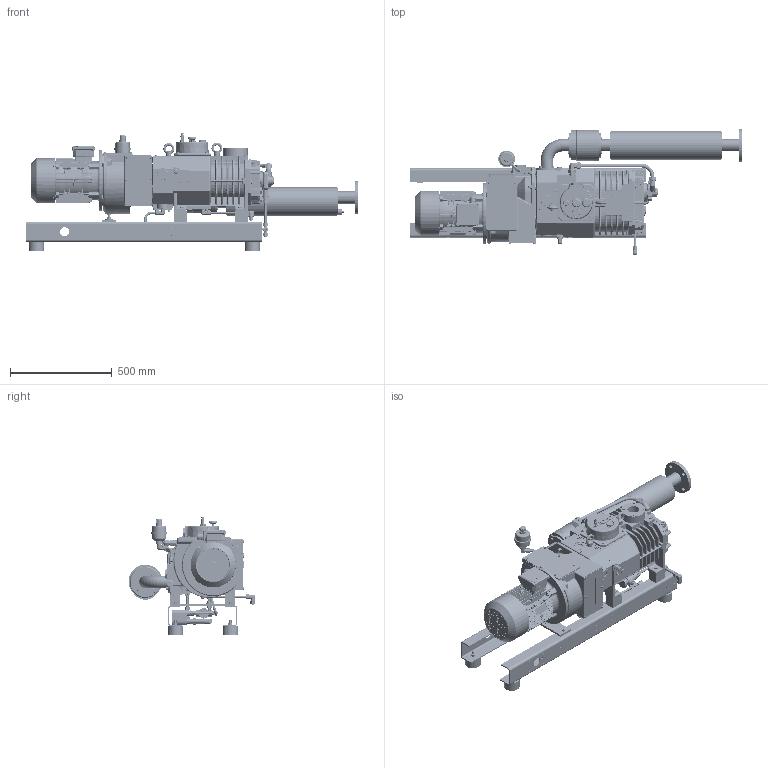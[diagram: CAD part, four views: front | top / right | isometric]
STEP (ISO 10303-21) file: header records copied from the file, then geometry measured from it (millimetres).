
FILE_DESCRIPTION(/* description */ (''),/* implementation_level */ '2;1');
FILE_NAME(/* name */ 'PU900076.stp',/* time_stamp */ '2020-08-03T14:48:37+02:00',/* author */ ('JOHLE'),/* organization */ (''),/* preprocessor_version */ 'ST-DEVELOPER v17',/* originating_system */ 'Autodesk Inventor 2018',/* authorisation */ '');
FILE_SCHEMA (('AUTOMOTIVE_DESIGN { 1 0 10303 214 3 1 1 }'));
Length unit declared in the file: millimetre
Products named in the file (1): PU 900 076
Bounding box: 1629 x 622.69 x 580.5 mm (x, y, z)
Volume: 82151043.8 mm3; surface area: 4581347.7 mm2
Topology: 6 solids, 42 shells, 10668 faces, 27152 edges, 16850 vertices
Faces by surface type: plane 4527, cylinder 2850, bspline 1398, cone 900, torus 648, sphere 345
Full cylindrical faces by diameter (mm): 2.5 x4, 3 x4, 3.3 x4, 4 x5, 5 x6, 5.8 x1, 6 x7, 6.2 x2, 6.6 x3, 6.8 x30, 7 x8, 8 x17, 8.008 x1, 9 x4, 10 x23, 10.106 x1, 10.2 x6, 10.3 x1, 12 x34, 13 x36, 13.019 x1, 14 x7, 15 x5, 15.015 x2, 16 x1, 16.5 x1, 16.662 x2, 17 x5, 17.5 x7, 18 x16
Entity records: 396670 total; most frequent: CARTESIAN_POINT 148100, ORIENTED_EDGE 53554, DIRECTION 50192, EDGE_CURVE 26777, AXIS2_PLACEMENT_3D 18742, VERTEX_POINT 16850, LINE 12708, VECTOR 12708
